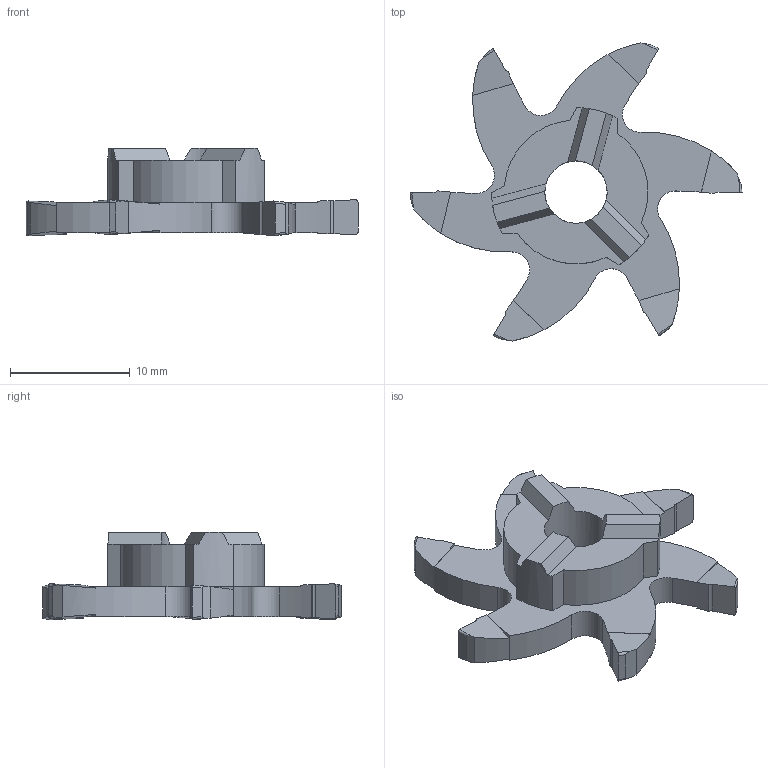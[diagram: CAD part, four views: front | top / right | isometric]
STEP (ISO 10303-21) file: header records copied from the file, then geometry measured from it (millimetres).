
FILE_DESCRIPTION(/* description */ (''),/* implementation_level */ '2;1');
FILE_NAME(/* name */ '1713964343029.stp',/* time_stamp */ '2024-04-24T18:42:32+05:00',/* author */ (''),/* organization */ ('SMS'),/* preprocessor_version */ 'ST-DEVELOPER v16.7',/* originating_system */ 'SIEMENS PLM Software NX 12.0',/* authorisation */ '');
FILE_SCHEMA (('AUTOMOTIVE_DESIGN { 1 0 10303 214 3 1 1 1 }'));
Length unit declared in the file: millimetre
Products named in the file (1): 205283625mod000_00
Bounding box: 27.7 x 24.87 x 7.3 mm (x, y, z)
Volume: 1153.3 mm3; surface area: 1200.1 mm2
Topology: 2 solids, 2 shells, 142 faces, 396 edges, 263 vertices
Faces by surface type: plane 69, cylinder 37, bspline 27, cone 9
Entity records: 5169 total; most frequent: CARTESIAN_POINT 1745, ORIENTED_EDGE 790, DIRECTION 600, EDGE_CURVE 395, VERTEX_POINT 257, AXIS2_PLACEMENT_3D 220, LINE 160, VECTOR 160
